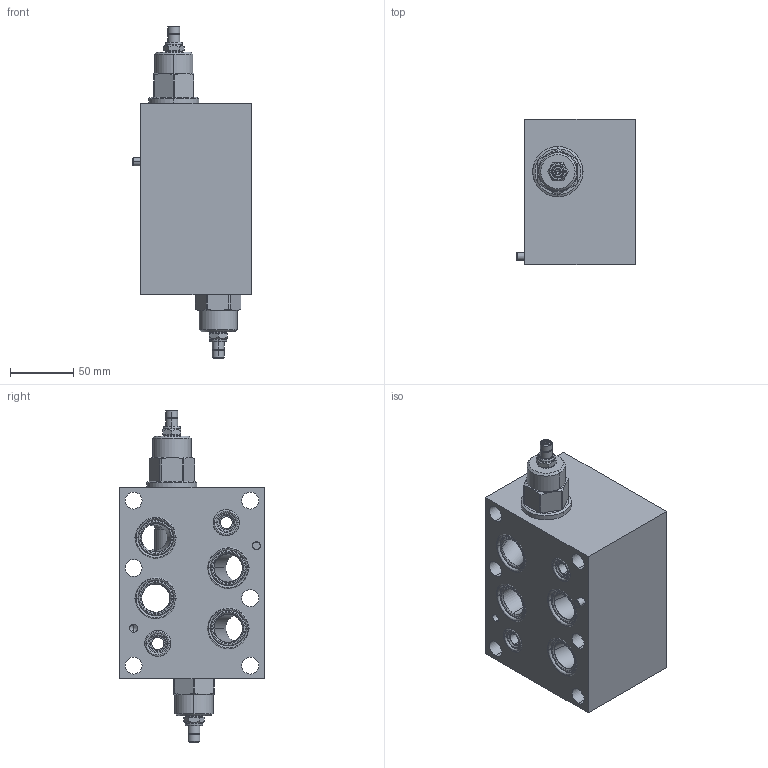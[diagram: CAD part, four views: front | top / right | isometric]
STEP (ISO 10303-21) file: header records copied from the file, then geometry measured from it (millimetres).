
FILE_DESCRIPTION((''),'2;1');
FILE_NAME('RPICLAN-CDW_ASM','2020-02-12T',('ProEService'),(''),'PRO/ENGINEER BY PARAMETRIC TECHNOLOGY CORPORATION, 2014200','PRO/ENGINEER BY PARAMETRIC TECHNOLOGY CORPORATION, 2014200','');
FILE_SCHEMA(('CONFIG_CONTROL_DESIGN'));
Length unit declared in the file: inch
Products named in the file (6): 152-091; RPICLAN; 811-001-002; 500-001-121; 500-001-114; RPICLAN-CDW_ASM
Assembly tree (10 placements, depth 2):
  RPICLAN-CDW_ASM
    152-091
    RPICLAN  x2
    811-001-002
    500-001-121  x4
    500-001-114  x2
Bounding box: 93.68 x 114.3 x 261.92 mm (x, y, z)
Volume: 1281902.3 mm3; surface area: 185499.7 mm2
Topology: 14 solids, 14 shells, 572 faces, 1563 edges, 1168 vertices
Faces by surface type: cylinder 192, plane 149, cone 126, torus 56, revolution 40, sphere 9
Entity records: 15956 total; most frequent: CARTESIAN_POINT 5720, DIRECTION 2219, ORIENTED_EDGE 1830, EDGE_CURVE 915, AXIS2_PLACEMENT_3D 842, VERTEX_POINT 571, VECTOR 519, LINE 519
